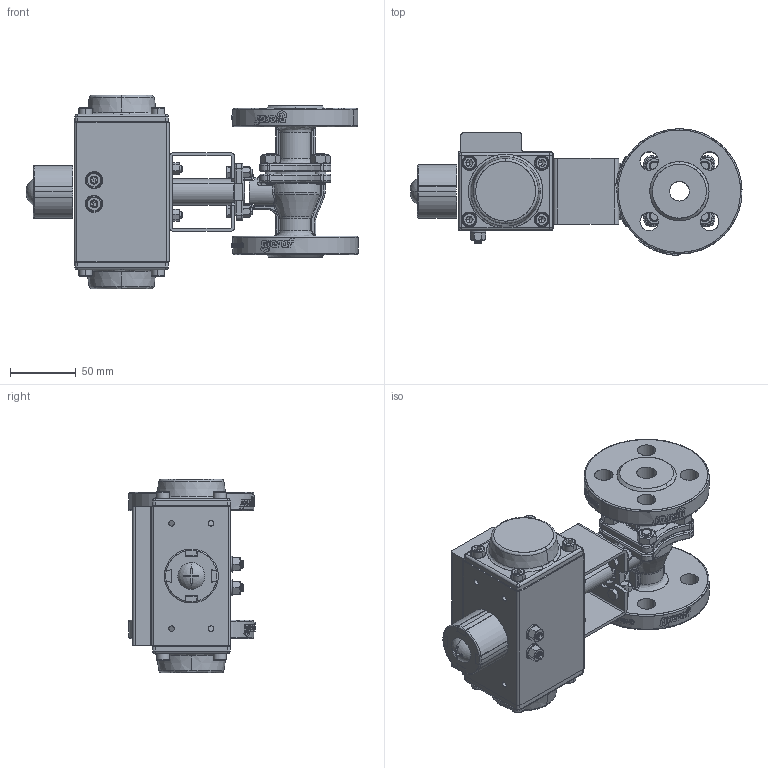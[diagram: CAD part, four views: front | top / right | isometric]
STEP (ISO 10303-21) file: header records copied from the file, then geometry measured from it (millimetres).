
FILE_DESCRIPTION (( 'STEP AP203' ), '1' );
FILE_NAME ('PK05_DN15 (PK05010003).STEP', '2022-08-11T08:23:07', ( '' ), ( '' ), 'SwSTEP 2.0', 'SolidWorks 2021', '' );
FILE_SCHEMA (( 'CONFIG_CONTROL_DESIGN' ));
Length unit declared in the file: metre
Products named in the file (1): PK05_DN15 (PK05010003)
Bounding box: 252.19 x 96.08 x 147 mm (x, y, z)
Surface area: 160258.7 mm2 (no closed solid volume)
Topology: 0 solids, 958 shells, 1424 faces, 5993 edges, 5403 vertices
Faces by surface type: plane 447, bspline 430, cylinder 374, cone 171, sphere 2
Entity records: 100506 total; most frequent: CARTESIAN_POINT 57180, DIRECTION 7368, ORIENTED_EDGE 6939, EDGE_CURVE 5950, VERTEX_POINT 5403, AXIS2_PLACEMENT_3D 2597, VECTOR 2174, LINE 2174
